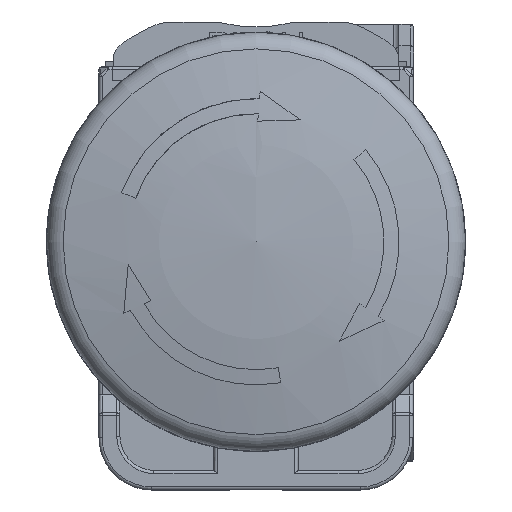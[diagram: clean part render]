
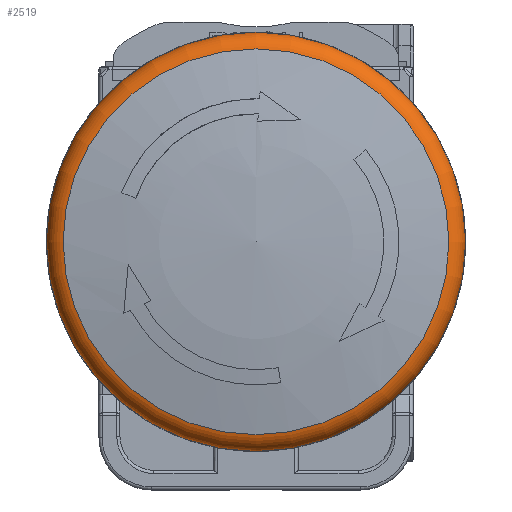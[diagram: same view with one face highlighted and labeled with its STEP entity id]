
A CAD part, top view. The second image highlights one B-rep face of the part: STEP entity #2519.
In plain terms, the highlighted toroidal (fillet/blend) face has major radius 17.95 mm and minor radius 2 mm.
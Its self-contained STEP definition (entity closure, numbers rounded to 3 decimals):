
#2519 = ADVANCED_FACE( '', ( #6356, #6357 ), #6358, .T. );
#6356 = FACE_OUTER_BOUND( '', #12430, .T. );
#6357 = FACE_OUTER_BOUND( '', #12431, .T. );
#6358 = TOROIDAL_SURFACE( '', #12432, 17.95, 2. );
#12430 = EDGE_LOOP( '', ( #21890 ) );
#12431 = EDGE_LOOP( '', ( #21891 ) );
#12432 = AXIS2_PLACEMENT_3D( '', #21892, #21893, #21894 );
#21890 = ORIENTED_EDGE( '', *, *, #36949, .T. );
#21891 = ORIENTED_EDGE( '', *, *, #36950, .F. );
#21892 = CARTESIAN_POINT( '', ( 0., 0., 52.217 ) );
#21893 = DIRECTION( '', ( 0., 0., -1. ) );
#21894 = DIRECTION( '', ( 0., 1., 0. ) );
#36949 = EDGE_CURVE( '', #44678, #44678, #44679, .T. );
#36950 = EDGE_CURVE( '', #44680, #44680, #44681, .T. );
#44678 = VERTEX_POINT( '', #57048 );
#44679 = CIRCLE( '', #57049, 18.365 );
#44680 = VERTEX_POINT( '', #57050 );
#44681 = CIRCLE( '', #57051, 19.95 );
#57048 = CARTESIAN_POINT( '', ( 0., 18.365, 54.174 ) );
#57049 = AXIS2_PLACEMENT_3D( '', #69728, #69729, #69730 );
#57050 = CARTESIAN_POINT( '', ( 0., 19.95, 52.217 ) );
#57051 = AXIS2_PLACEMENT_3D( '', #69731, #69732, #69733 );
#69728 = CARTESIAN_POINT( '', ( 0., 0., 54.174 ) );
#69729 = DIRECTION( '', ( 0., 0., -1. ) );
#69730 = DIRECTION( '', ( 0., 1., 0. ) );
#69731 = CARTESIAN_POINT( '', ( 0., 0., 52.217 ) );
#69732 = DIRECTION( '', ( 0., 0., -1. ) );
#69733 = DIRECTION( '', ( 0., 1., 0. ) );
